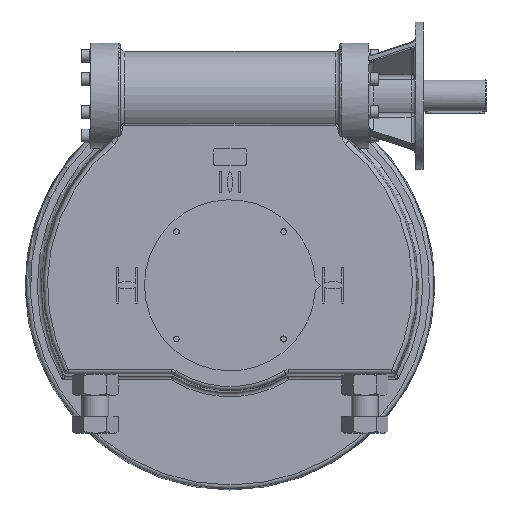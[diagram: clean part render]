
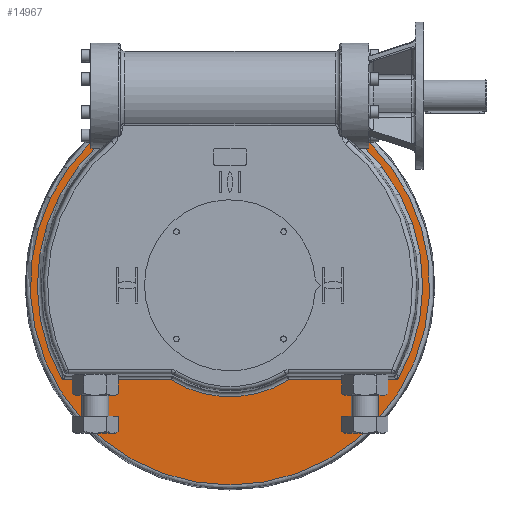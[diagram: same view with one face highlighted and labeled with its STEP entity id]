
A CAD part, front view. The second image highlights one B-rep face of the part: STEP entity #14967.
In plain terms, the highlighted planar face has unit normal (0, -1, 0).
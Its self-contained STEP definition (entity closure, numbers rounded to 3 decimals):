
#117=PLANE('',#16048);
#712=LINE('',#22628,#1705);
#713=LINE('',#22659,#1706);
#714=LINE('',#22671,#1707);
#715=LINE('',#22698,#1708);
#748=LINE('',#24629,#1741);
#749=LINE('',#24633,#1742);
#1705=VECTOR('',#17711,1000.);
#1706=VECTOR('',#17714,1000.);
#1707=VECTOR('',#17723,1000.);
#1708=VECTOR('',#17730,1000.);
#1741=VECTOR('',#17875,1000.);
#1742=VECTOR('',#17878,1000.);
#3079=B_SPLINE_CURVE_WITH_KNOTS('',3,(#22663,#22664,#22665,#22666,#22667),
 .UNSPECIFIED.,.F.,.F.,(4,1,4),(0.,0.001,0.002),
 .UNSPECIFIED.);
#3082=B_SPLINE_CURVE_WITH_KNOTS('',3,(#22702,#22703,#22704,#22705,#22706),
 .UNSPECIFIED.,.F.,.F.,(4,1,4),(0.,0.001,0.002),
 .UNSPECIFIED.);
#3100=B_SPLINE_CURVE_WITH_KNOTS('',3,(#23125,#23126,#23127,#23128),
 .UNSPECIFIED.,.F.,.F.,(4,4),(0.,1.),.UNSPECIFIED.);
#3146=B_SPLINE_CURVE_WITH_KNOTS('',3,(#24622,#24623,#24624,#24625),
 .UNSPECIFIED.,.F.,.F.,(4,4),(0.,1.),.UNSPECIFIED.);
#3866=ORIENTED_EDGE('',*,*,#8038,.F.);
#3867=ORIENTED_EDGE('',*,*,#8036,.T.);
#3868=ORIENTED_EDGE('',*,*,#8034,.T.);
#3869=ORIENTED_EDGE('',*,*,#8070,.T.);
#3870=ORIENTED_EDGE('',*,*,#8171,.T.);
#3871=ORIENTED_EDGE('',*,*,#8172,.T.);
#3872=ORIENTED_EDGE('',*,*,#8173,.T.);
#3873=ORIENTED_EDGE('',*,*,#8174,.T.);
#3874=ORIENTED_EDGE('',*,*,#8175,.T.);
#3875=ORIENTED_EDGE('',*,*,#8170,.T.);
#3876=ORIENTED_EDGE('',*,*,#8031,.T.);
#3877=ORIENTED_EDGE('',*,*,#8044,.T.);
#3878=ORIENTED_EDGE('',*,*,#8042,.F.);
#3879=ORIENTED_EDGE('',*,*,#8040,.T.);
#8031=EDGE_CURVE('',#10227,#10230,#712,.T.);
#8034=EDGE_CURVE('',#10232,#10231,#713,.T.);
#8036=EDGE_CURVE('',#10233,#10232,#3079,.T.);
#8038=EDGE_CURVE('',#10233,#10234,#714,.F.);
#8040=EDGE_CURVE('',#10235,#10234,#11590,.T.);
#8042=EDGE_CURVE('',#10235,#10236,#715,.T.);
#8044=EDGE_CURVE('',#10230,#10236,#3082,.T.);
#8070=EDGE_CURVE('',#10231,#10254,#3100,.T.);
#8170=EDGE_CURVE('',#10320,#10227,#3146,.T.);
#8171=EDGE_CURVE('',#10254,#10321,#11622,.F.);
#8172=EDGE_CURVE('',#10321,#10322,#748,.T.);
#8173=EDGE_CURVE('',#10322,#10323,#11623,.F.);
#8174=EDGE_CURVE('',#10323,#10324,#749,.T.);
#8175=EDGE_CURVE('',#10324,#10320,#11624,.F.);
#10227=VERTEX_POINT('',#22613);
#10230=VERTEX_POINT('',#22627);
#10231=VERTEX_POINT('',#22658);
#10232=VERTEX_POINT('',#22660);
#10233=VERTEX_POINT('',#22668);
#10234=VERTEX_POINT('',#22672);
#10235=VERTEX_POINT('',#22685);
#10236=VERTEX_POINT('',#22699);
#10254=VERTEX_POINT('',#23124);
#10320=VERTEX_POINT('',#24621);
#10321=VERTEX_POINT('',#24628);
#10322=VERTEX_POINT('',#24630);
#10323=VERTEX_POINT('',#24632);
#10324=VERTEX_POINT('',#24634);
#11590=CIRCLE('',#15992,474.073);
#11622=CIRCLE('',#16049,457.546);
#11623=CIRCLE('',#16050,264.546);
#11624=CIRCLE('',#16051,457.546);
#12327=EDGE_LOOP('',(#3866,#3867,#3868,#3869,#3870,#3871,#3872,#3873,#3874,
#3875,#3876,#3877,#3878,#3879));
#13612=FACE_BOUND('',#12327,.T.);
#14967=ADVANCED_FACE('',(#13612),#117,.T.);
#15992=AXIS2_PLACEMENT_3D('',#22684,#17726,#17727);
#16048=AXIS2_PLACEMENT_3D('',#24626,#17871,#17872);
#16049=AXIS2_PLACEMENT_3D('',#24627,#17873,#17874);
#16050=AXIS2_PLACEMENT_3D('',#24631,#17876,#17877);
#16051=AXIS2_PLACEMENT_3D('',#24635,#17879,#17880);
#17711=DIRECTION('',(0.,0.,1.));
#17714=DIRECTION('',(0.,0.,-1.));
#17723=DIRECTION('',(-1.,0.,0.));
#17726=DIRECTION('',(0.,-1.,0.));
#17727=DIRECTION('',(1.,0.,0.));
#17730=DIRECTION('',(1.,0.,0.));
#17871=DIRECTION('',(0.,-1.,0.));
#17872=DIRECTION('',(1.,0.,0.));
#17873=DIRECTION('',(0.,-1.,0.));
#17874=DIRECTION('',(1.,0.,0.));
#17875=DIRECTION('',(-1.,0.,0.));
#17876=DIRECTION('',(0.,-1.,0.));
#17877=DIRECTION('',(1.,0.,0.));
#17878=DIRECTION('',(-1.,0.,0.));
#17879=DIRECTION('',(0.,-1.,0.));
#17880=DIRECTION('',(1.,0.,0.));
#22613=CARTESIAN_POINT('',(-310.,-65.,337.018));
#22627=CARTESIAN_POINT('',(-310.,-65.,339.203));
#22628=CARTESIAN_POINT('',(-310.,-65.,450.));
#22658=CARTESIAN_POINT('',(310.,-65.,337.018));
#22659=CARTESIAN_POINT('',(310.,-65.,-486.));
#22660=CARTESIAN_POINT('',(310.,-65.,339.203));
#22663=CARTESIAN_POINT('',(311.,-65.,338.067));
#22664=CARTESIAN_POINT('',(310.717,-65.,338.067));
#22665=CARTESIAN_POINT('',(310.183,-65.,338.357));
#22666=CARTESIAN_POINT('',(310.,-65.,338.921));
#22667=CARTESIAN_POINT('',(310.,-65.,339.203));
#22668=CARTESIAN_POINT('',(311.,-65.,338.067));
#22671=CARTESIAN_POINT('',(1775.493,-65.,338.067));
#22672=CARTESIAN_POINT('',(332.349,-65.,338.067));
#22684=CARTESIAN_POINT('',(0.,-65.,0.));
#22685=CARTESIAN_POINT('',(-332.349,-65.,338.067));
#22698=CARTESIAN_POINT('',(-1775.493,-65.,338.067));
#22699=CARTESIAN_POINT('',(-311.,-65.,338.067));
#22702=CARTESIAN_POINT('',(-310.,-65.,339.203));
#22703=CARTESIAN_POINT('',(-310.,-65.,338.921));
#22704=CARTESIAN_POINT('',(-310.182,-65.,338.359));
#22705=CARTESIAN_POINT('',(-310.716,-65.,338.067));
#22706=CARTESIAN_POINT('',(-311.,-65.,338.067));
#23124=CARTESIAN_POINT('',(309.463,-65.,337.018));
#23125=CARTESIAN_POINT('',(310.,-65.,337.018));
#23126=CARTESIAN_POINT('',(309.821,-65.,337.018));
#23127=CARTESIAN_POINT('',(309.642,-65.,337.018));
#23128=CARTESIAN_POINT('',(309.463,-65.,337.018));
#24621=CARTESIAN_POINT('',(-309.463,-65.,337.018));
#24622=CARTESIAN_POINT('',(-309.463,-65.,337.018));
#24623=CARTESIAN_POINT('',(-309.642,-65.,337.018));
#24624=CARTESIAN_POINT('',(-309.821,-65.,337.018));
#24625=CARTESIAN_POINT('',(-310.,-65.,337.018));
#24626=CARTESIAN_POINT('',(0.,-65.,-486.));
#24627=CARTESIAN_POINT('',(0.,-65.,0.));
#24628=CARTESIAN_POINT('',(398.657,-65.,-224.546));
#24629=CARTESIAN_POINT('',(137.081,-65.,-224.546));
#24630=CARTESIAN_POINT('',(139.87,-65.,-224.546));
#24631=CARTESIAN_POINT('',(0.,-65.,0.));
#24632=CARTESIAN_POINT('',(-139.87,-65.,-224.546));
#24633=CARTESIAN_POINT('',(-392.972,-65.,-224.546));
#24634=CARTESIAN_POINT('',(-398.657,-65.,-224.546));
#24635=CARTESIAN_POINT('',(0.,-65.,0.));
